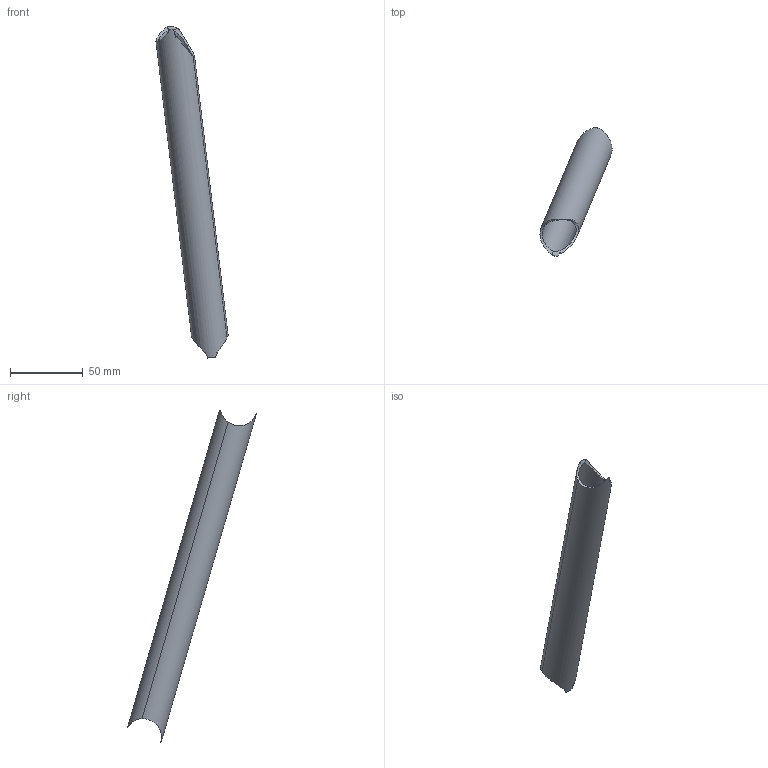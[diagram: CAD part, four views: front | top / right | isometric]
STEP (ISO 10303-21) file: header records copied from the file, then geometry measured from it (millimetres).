
FILE_DESCRIPTION(('CATIA V5 STEP Exchange'),'2;1');
FILE_NAME('41.stp','2021-12-07T14:01:11+00:00',('none'),('none'),'CATIA Version 5 Release 19 SP 2 (IN-10)','CATIA V5 STEP AP203','none');
FILE_SCHEMA(('CONFIG_CONTROL_DESIGN'));
Length unit declared in the file: millimetre
Products named in the file (1): Shape_045
Bounding box: 49.42 x 88.47 x 227.8 mm (x, y, z)
Volume: 23815.8 mm3; surface area: 32184.2 mm2
Topology: 1 solids, 1 shells, 15 faces, 46 edges, 34 vertices
Faces by surface type: cylinder 11, plane 4
Entity records: 827 total; most frequent: CARTESIAN_POINT 444, ORIENTED_EDGE 84, EDGE_CURVE 42, DIRECTION 37, B_SPLINE_CURVE_WITH_KNOTS 31, VERTEX_POINT 28, AXIS2_PLACEMENT_3D 20, EDGE_LOOP 16
